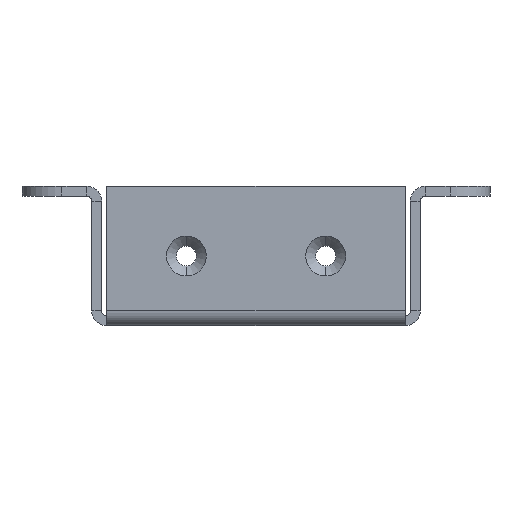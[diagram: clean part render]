
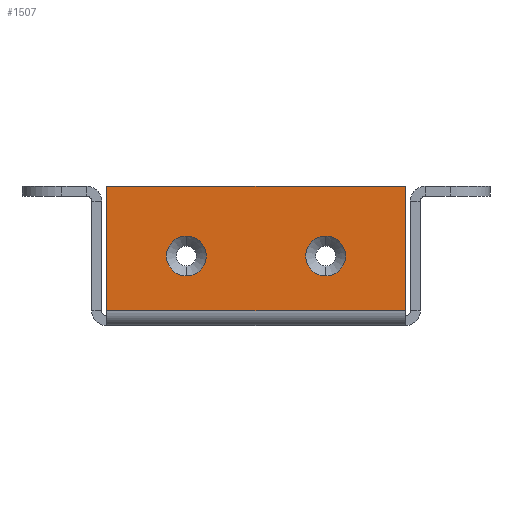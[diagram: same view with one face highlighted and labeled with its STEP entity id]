
A CAD part, front view. The second image highlights one B-rep face of the part: STEP entity #1507.
In plain terms, the highlighted planar face has unit normal (0, -1, 0).
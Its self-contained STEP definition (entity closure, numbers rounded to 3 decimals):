
#7 = DIRECTION ( 'NONE',  ( 0., 0., 1. ) ) ;
#94 = DIRECTION ( 'NONE',  ( 0., 0., 1. ) ) ;
#110 = CARTESIAN_POINT ( 'NONE',  ( 15., -75., 14. ) ) ;
#212 = DIRECTION ( 'NONE',  ( 0., 1., 0. ) ) ;
#238 = VECTOR ( 'NONE', #2702, 1000. ) ;
#268 = VERTEX_POINT ( 'NONE', #2653 ) ;
#305 = CARTESIAN_POINT ( 'NONE',  ( 7., -75., 9. ) ) ;
#320 = CARTESIAN_POINT ( 'NONE',  ( -7., -75., 5. ) ) ;
#325 = FACE_BOUND ( 'NONE', #1590, .T. ) ;
#353 = DIRECTION ( 'NONE',  ( 0., 0., 1. ) ) ;
#357 = VERTEX_POINT ( 'NONE', #1632 ) ;
#381 = VECTOR ( 'NONE', #925, 1000. ) ;
#431 = CARTESIAN_POINT ( 'NONE',  ( 15., -75., 1.5 ) ) ;
#463 = EDGE_LOOP ( 'NONE', ( #1227, #2144 ) ) ;
#479 = CARTESIAN_POINT ( 'NONE',  ( -7., -75., 7. ) ) ;
#563 = VERTEX_POINT ( 'NONE', #320 ) ;
#606 = ORIENTED_EDGE ( 'NONE', *, *, #1453, .T. ) ;
#634 = EDGE_CURVE ( 'NONE', #2407, #357, #2165, .T. ) ;
#635 = ORIENTED_EDGE ( 'NONE', *, *, #634, .T. ) ;
#800 = CARTESIAN_POINT ( 'NONE',  ( -7., -75., 7. ) ) ;
#925 = DIRECTION ( 'NONE',  ( 0., 0., -1. ) ) ;
#985 = EDGE_CURVE ( 'NONE', #1986, #2622, #2457, .T. ) ;
#1090 = DIRECTION ( 'NONE',  ( 0., 1., 0. ) ) ;
#1149 = CARTESIAN_POINT ( 'NONE',  ( -7., -75., 9. ) ) ;
#1227 = ORIENTED_EDGE ( 'NONE', *, *, #2228, .T. ) ;
#1233 = EDGE_CURVE ( 'NONE', #2576, #563, #2660, .T. ) ;
#1294 = AXIS2_PLACEMENT_3D ( 'NONE', #800, #2687, #1633 ) ;
#1326 = VERTEX_POINT ( 'NONE', #305 ) ;
#1386 = DIRECTION ( 'NONE',  ( 0., 1., 0. ) ) ;
#1398 = CARTESIAN_POINT ( 'NONE',  ( 7., -75., 7. ) ) ;
#1452 = LINE ( 'NONE', #2199, #381 ) ;
#1453 = EDGE_CURVE ( 'NONE', #563, #2576, #2618, .T. ) ;
#1507 = ADVANCED_FACE ( 'NONE', ( #325, #2480, #2417 ), #2699, .F. ) ;
#1541 = DIRECTION ( 'NONE',  ( 0., 0., -1. ) ) ;
#1590 = EDGE_LOOP ( 'NONE', ( #606, #2003 ) ) ;
#1617 = AXIS2_PLACEMENT_3D ( 'NONE', #2652, #1386, #353 ) ;
#1622 = ORIENTED_EDGE ( 'NONE', *, *, #985, .F. ) ;
#1632 = CARTESIAN_POINT ( 'NONE',  ( -15., -75., 14. ) ) ;
#1633 = DIRECTION ( 'NONE',  ( 0., 0., 1. ) ) ;
#1639 = DIRECTION ( 'NONE',  ( 0., 1., 0. ) ) ;
#1658 = EDGE_CURVE ( 'NONE', #2407, #1986, #2507, .T. ) ;
#1670 = CARTESIAN_POINT ( 'NONE',  ( 15., -75., 14. ) ) ;
#1708 = EDGE_LOOP ( 'NONE', ( #2358, #1622, #1725, #635 ) ) ;
#1722 = CIRCLE ( 'NONE', #1938, 2. ) ;
#1725 = ORIENTED_EDGE ( 'NONE', *, *, #1658, .F. ) ;
#1778 = AXIS2_PLACEMENT_3D ( 'NONE', #1670, #1639, #2510 ) ;
#1822 = CARTESIAN_POINT ( 'NONE',  ( 15., -75., 1.5 ) ) ;
#1938 = AXIS2_PLACEMENT_3D ( 'NONE', #1398, #212, #7 ) ;
#1944 = VECTOR ( 'NONE', #2236, 1000. ) ;
#1959 = VECTOR ( 'NONE', #1541, 1000. ) ;
#1986 = VERTEX_POINT ( 'NONE', #431 ) ;
#1999 = CARTESIAN_POINT ( 'NONE',  ( 15., -75., 14. ) ) ;
#2003 = ORIENTED_EDGE ( 'NONE', *, *, #1233, .T. ) ;
#2014 = CARTESIAN_POINT ( 'NONE',  ( 15., -75., 14. ) ) ;
#2057 = AXIS2_PLACEMENT_3D ( 'NONE', #479, #1090, #94 ) ;
#2144 = ORIENTED_EDGE ( 'NONE', *, *, #2436, .T. ) ;
#2165 = LINE ( 'NONE', #2014, #1944 ) ;
#2196 = EDGE_CURVE ( 'NONE', #357, #2622, #1452, .T. ) ;
#2199 = CARTESIAN_POINT ( 'NONE',  ( -15., -75., 14. ) ) ;
#2228 = EDGE_CURVE ( 'NONE', #268, #1326, #2536, .T. ) ;
#2236 = DIRECTION ( 'NONE',  ( -1., 0., 0. ) ) ;
#2358 = ORIENTED_EDGE ( 'NONE', *, *, #2196, .T. ) ;
#2407 = VERTEX_POINT ( 'NONE', #1999 ) ;
#2417 = FACE_OUTER_BOUND ( 'NONE', #1708, .T. ) ;
#2436 = EDGE_CURVE ( 'NONE', #1326, #268, #1722, .T. ) ;
#2457 = LINE ( 'NONE', #1822, #238 ) ;
#2473 = CARTESIAN_POINT ( 'NONE',  ( -15., -75., 1.5 ) ) ;
#2480 = FACE_BOUND ( 'NONE', #463, .T. ) ;
#2507 = LINE ( 'NONE', #110, #1959 ) ;
#2510 = DIRECTION ( 'NONE',  ( 0., 0., 1. ) ) ;
#2536 = CIRCLE ( 'NONE', #1617, 2. ) ;
#2576 = VERTEX_POINT ( 'NONE', #1149 ) ;
#2618 = CIRCLE ( 'NONE', #1294, 2. ) ;
#2622 = VERTEX_POINT ( 'NONE', #2473 ) ;
#2652 = CARTESIAN_POINT ( 'NONE',  ( 7., -75., 7. ) ) ;
#2653 = CARTESIAN_POINT ( 'NONE',  ( 7., -75., 5. ) ) ;
#2660 = CIRCLE ( 'NONE', #2057, 2. ) ;
#2687 = DIRECTION ( 'NONE',  ( 0., 1., 0. ) ) ;
#2699 = PLANE ( 'NONE',  #1778 ) ;
#2702 = DIRECTION ( 'NONE',  ( -1., 0., 0. ) ) ;
